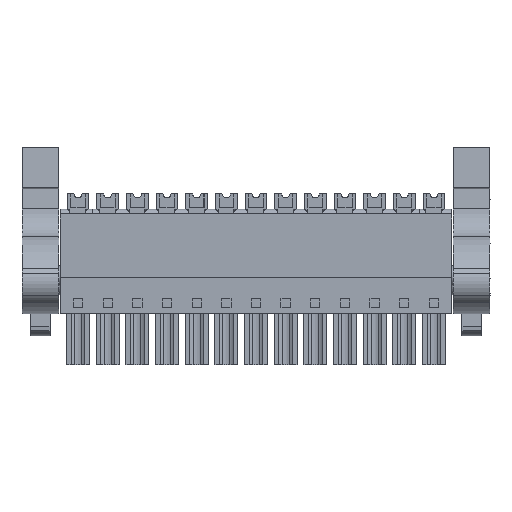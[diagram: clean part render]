
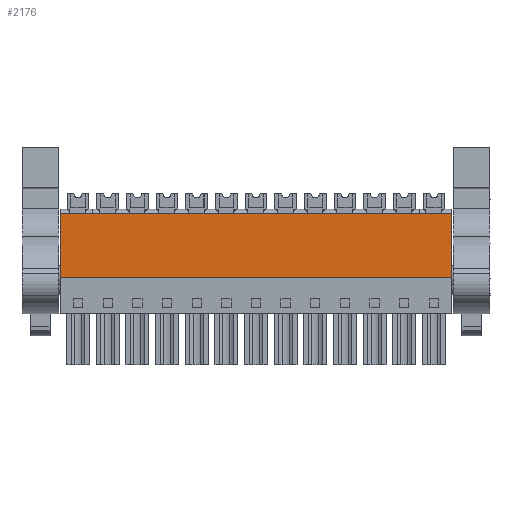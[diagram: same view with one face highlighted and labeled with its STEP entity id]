
A CAD part, front view. The second image highlights one B-rep face of the part: STEP entity #2176.
In plain terms, the highlighted planar face has unit normal (0, -1, 0).
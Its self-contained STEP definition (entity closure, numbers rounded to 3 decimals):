
#2156=AXIS2_PLACEMENT_3D('Plane Axis2P3D',#2153,#2154,#2155) ;
#77=CARTESIAN_POINT('Vertex',(4.9,2.029,11.25)) ;
#80=CARTESIAN_POINT('Line Origine',(4.9,2.029,15.325)) ;
#84=CARTESIAN_POINT('Vertex',(4.9,2.029,19.4)) ;
#2137=CARTESIAN_POINT('Vertex',(55.22,2.029,11.25)) ;
#2140=CARTESIAN_POINT('Line Origine',(30.06,2.029,11.25)) ;
#2153=CARTESIAN_POINT('Axis2P3D Location',(39.09,2.029,19.4)) ;
#2158=CARTESIAN_POINT('Line Origine',(55.22,2.029,15.325)) ;
#2162=CARTESIAN_POINT('Vertex',(55.22,2.029,19.4)) ;
#2165=CARTESIAN_POINT('Line Origine',(30.06,2.029,19.4)) ;
#81=DIRECTION('Vector Direction',(0.,0.,1.)) ;
#2141=DIRECTION('Vector Direction',(1.,0.,0.)) ;
#2154=DIRECTION('Axis2P3D Direction',(0.,-1.,0.)) ;
#2155=DIRECTION('Axis2P3D XDirection',(0.,0.,-1.)) ;
#2159=DIRECTION('Vector Direction',(0.,0.,-1.)) ;
#2166=DIRECTION('Vector Direction',(1.,0.,0.)) ;
#82=VECTOR('Line Direction',#81,1.) ;
#2142=VECTOR('Line Direction',#2141,1.) ;
#2160=VECTOR('Line Direction',#2159,1.) ;
#2167=VECTOR('Line Direction',#2166,1.) ;
#2171=ORIENTED_EDGE('',*,*,#2144,.T.) ;
#2172=ORIENTED_EDGE('',*,*,#2164,.F.) ;
#2173=ORIENTED_EDGE('',*,*,#2169,.F.) ;
#2174=ORIENTED_EDGE('',*,*,#86,.F.) ;
#2176=ADVANCED_FACE('HOUSING',(#2175),#2157,.T.) ;
#86=EDGE_CURVE('',#78,#85,#83,.T.) ;
#2144=EDGE_CURVE('',#78,#2138,#2143,.T.) ;
#2164=EDGE_CURVE('',#2163,#2138,#2161,.T.) ;
#2169=EDGE_CURVE('',#85,#2163,#2168,.T.) ;
#2170=EDGE_LOOP('',(#2171,#2172,#2173,#2174)) ;
#2175=FACE_OUTER_BOUND('',#2170,.T.) ;
#83=LINE('Line',#80,#82) ;
#2143=LINE('Line',#2140,#2142) ;
#2161=LINE('Line',#2158,#2160) ;
#2168=LINE('Line',#2165,#2167) ;
#2157=PLANE('',#2156) ;
#78=VERTEX_POINT('',#77) ;
#85=VERTEX_POINT('',#84) ;
#2138=VERTEX_POINT('',#2137) ;
#2163=VERTEX_POINT('',#2162) ;
